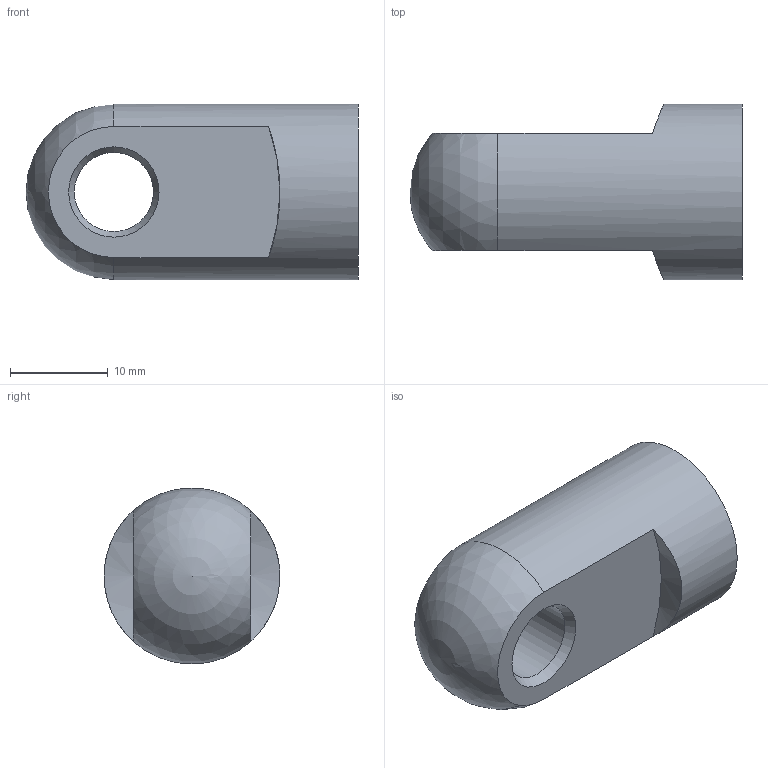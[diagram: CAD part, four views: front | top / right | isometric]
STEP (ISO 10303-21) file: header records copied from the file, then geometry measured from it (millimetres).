
FILE_DESCRIPTION((''),'2;1');
FILE_NAME('1428-Kolbenstangengelenkauge-XX4SXXUM10.stp','2012-07-16T10:14:40',('CADNEU'),(''),'Autodesk Inventor 2012','Autodesk Inventor 2012','');
FILE_SCHEMA(('AUTOMOTIVE_DESIGN { 1 0 10303 214 1 1 1 1 }'));
Length unit declared in the file: millimetre
Products named in the file (1): XX4SXXUM10
Bounding box: 34 x 18 x 18 mm (x, y, z)
Volume: 5053.3 mm3; surface area: 2766.7 mm2
Topology: 1 solids, 1 shells, 13 faces, 33 edges, 21 vertices
Faces by surface type: cylinder 5, cone 4, plane 3, sphere 1
Full cylindrical faces by diameter (mm): 8.1 x1, 8.376 x1, 18 x1
Entity records: 364 total; most frequent: CARTESIAN_POINT 76, DIRECTION 60, ORIENTED_EDGE 40, AXIS2_PLACEMENT_3D 28, EDGE_LOOP 22, EDGE_CURVE 20, VERTEX_POINT 16, CIRCLE 14
